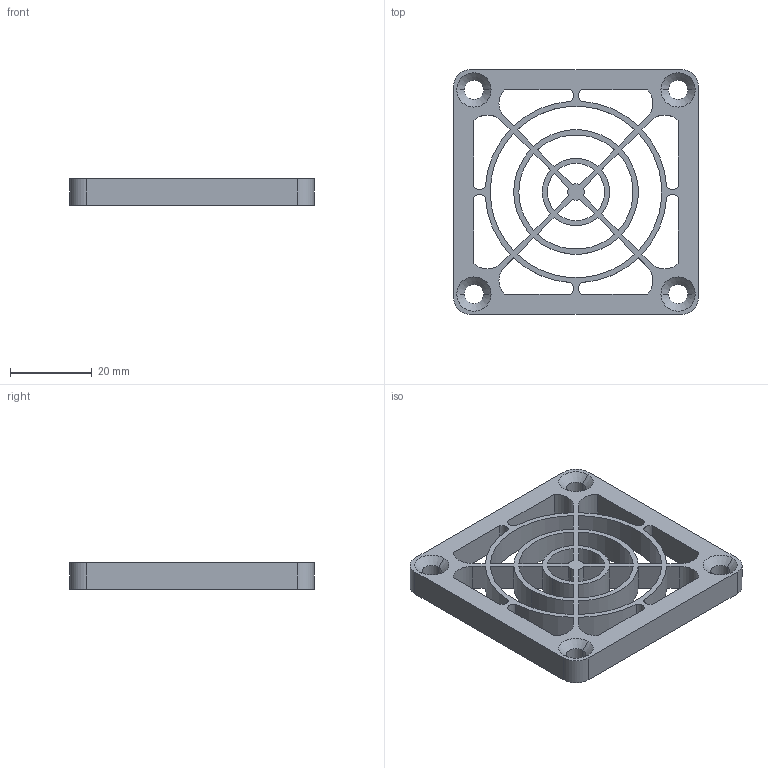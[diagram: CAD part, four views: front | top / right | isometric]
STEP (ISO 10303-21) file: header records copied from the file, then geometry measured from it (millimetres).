
FILE_DESCRIPTION (( 'STEP AP203' ), '1' );
FILE_NAME ('G60P.stp', '2022-09-13T14:47:46', ( '' ), ( '' ), 'SwSTEP 2.0', 'SolidWorks 2018', '' );
FILE_SCHEMA (( 'CONFIG_CONTROL_DESIGN' ));
Length unit declared in the file: millimetre
Products named in the file (1): G60P
Bounding box: 60 x 60 x 6.6 mm (x, y, z)
Volume: 10729.2 mm3; surface area: 12425.7 mm2
Topology: 5 solids, 5 shells, 148 faces, 406 edges, 260 vertices
Faces by surface type: cylinder 86, plane 46, cone 16
Entity records: 4907 total; most frequent: DIRECTION 876, CARTESIAN_POINT 815, ORIENTED_EDGE 812, EDGE_CURVE 406, AXIS2_PLACEMENT_3D 321, VERTEX_POINT 260, LINE 234, VECTOR 234
